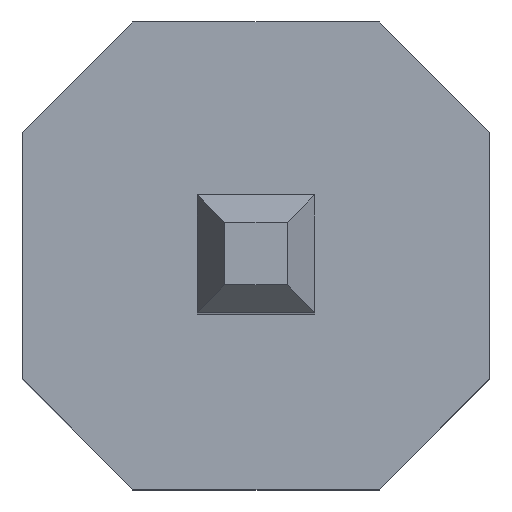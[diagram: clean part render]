
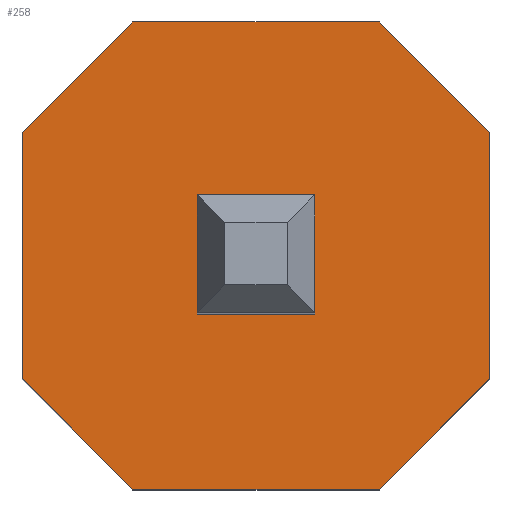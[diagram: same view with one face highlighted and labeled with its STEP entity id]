
A CAD part, top view. The second image highlights one B-rep face of the part: STEP entity #258.
In plain terms, the highlighted planar face has unit normal (0, 0, 1).
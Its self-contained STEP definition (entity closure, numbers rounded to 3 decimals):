
#14 = DIRECTION ( 'NONE',  ( -1., 0., 0. ) ) ;
#27 = DIRECTION ( 'NONE',  ( -1., 0., 0. ) ) ;
#41 = VERTEX_POINT ( 'NONE', #689 ) ;
#44 = ORIENTED_EDGE ( 'NONE', *, *, #233, .T. ) ;
#53 = ORIENTED_EDGE ( 'NONE', *, *, #737, .T. ) ;
#55 = CARTESIAN_POINT ( 'NONE',  ( -1.27, 0.67, 2.5 ) ) ;
#63 = DIRECTION ( 'NONE',  ( -1., 0., 0. ) ) ;
#76 = CARTESIAN_POINT ( 'NONE',  ( 1.27, -0.67, 2.5 ) ) ;
#104 = LINE ( 'NONE', #809, #178 ) ;
#108 = CARTESIAN_POINT ( 'NONE',  ( -0.32, 0., 2.5 ) ) ;
#109 = VECTOR ( 'NONE', #419, 1000. ) ;
#127 = LINE ( 'NONE', #540, #390 ) ;
#128 = EDGE_CURVE ( 'NONE', #41, #224, #572, .T. ) ;
#141 = LINE ( 'NONE', #76, #781 ) ;
#144 = CARTESIAN_POINT ( 'NONE',  ( -1.27, -1.27, 2.5 ) ) ;
#153 = DIRECTION ( 'NONE',  ( 1., 0., 0. ) ) ;
#176 = DIRECTION ( 'NONE',  ( 0., 1., 0. ) ) ;
#178 = VECTOR ( 'NONE', #27, 1000. ) ;
#186 = CARTESIAN_POINT ( 'NONE',  ( -1.27, -0.67, 2.5 ) ) ;
#207 = VERTEX_POINT ( 'NONE', #466 ) ;
#209 = EDGE_CURVE ( 'NONE', #224, #823, #469, .T. ) ;
#218 = VECTOR ( 'NONE', #14, 1000. ) ;
#222 = DIRECTION ( 'NONE',  ( 0.707, -0.707, 0. ) ) ;
#224 = VERTEX_POINT ( 'NONE', #582 ) ;
#231 = ORIENTED_EDGE ( 'NONE', *, *, #691, .T. ) ;
#233 = EDGE_CURVE ( 'NONE', #207, #434, #266, .T. ) ;
#235 = VECTOR ( 'NONE', #786, 1000. ) ;
#241 = EDGE_CURVE ( 'NONE', #458, #427, #127, .T. ) ;
#255 = DIRECTION ( 'NONE',  ( -0.707, -0.707, 0. ) ) ;
#258 = ADVANCED_FACE ( 'NONE', ( #728, #402 ), #657, .F. ) ;
#260 = CARTESIAN_POINT ( 'NONE',  ( 0., 0.32, 2.5 ) ) ;
#262 = EDGE_CURVE ( 'NONE', #823, #439, #331, .T. ) ;
#263 = CARTESIAN_POINT ( 'NONE',  ( 0.32, 0., 2.5 ) ) ;
#266 = LINE ( 'NONE', #55, #752 ) ;
#267 = ORIENTED_EDGE ( 'NONE', *, *, #389, .T. ) ;
#282 = VERTEX_POINT ( 'NONE', #186 ) ;
#295 = EDGE_CURVE ( 'NONE', #537, #458, #324, .T. ) ;
#324 = LINE ( 'NONE', #585, #461 ) ;
#331 = LINE ( 'NONE', #263, #235 ) ;
#341 = DIRECTION ( 'NONE',  ( 0.707, 0.707, 0. ) ) ;
#351 = ORIENTED_EDGE ( 'NONE', *, *, #209, .T. ) ;
#358 = LINE ( 'NONE', #416, #218 ) ;
#383 = EDGE_CURVE ( 'NONE', #282, #396, #615, .T. ) ;
#385 = CARTESIAN_POINT ( 'NONE',  ( 1.27, -0.67, 2.5 ) ) ;
#389 = EDGE_CURVE ( 'NONE', #439, #41, #358, .T. ) ;
#390 = VECTOR ( 'NONE', #530, 1000. ) ;
#396 = VERTEX_POINT ( 'NONE', #429 ) ;
#402 = FACE_OUTER_BOUND ( 'NONE', #471, .T. ) ;
#416 = CARTESIAN_POINT ( 'NONE',  ( 0., -0.32, 2.5 ) ) ;
#419 = DIRECTION ( 'NONE',  ( 0., -1., 0. ) ) ;
#427 = VERTEX_POINT ( 'NONE', #668 ) ;
#429 = CARTESIAN_POINT ( 'NONE',  ( -0.67, -1.27, 2.5 ) ) ;
#434 = VERTEX_POINT ( 'NONE', #542 ) ;
#439 = VERTEX_POINT ( 'NONE', #793 ) ;
#445 = EDGE_CURVE ( 'NONE', #732, #537, #141, .T. ) ;
#448 = VECTOR ( 'NONE', #222, 1000. ) ;
#458 = VERTEX_POINT ( 'NONE', #570 ) ;
#461 = VECTOR ( 'NONE', #838, 1000. ) ;
#466 = CARTESIAN_POINT ( 'NONE',  ( -0.67, 1.27, 2.5 ) ) ;
#469 = LINE ( 'NONE', #260, #828 ) ;
#471 = EDGE_LOOP ( 'NONE', ( #53, #44, #719, #826, #231, #714, #812, #518 ) ) ;
#492 = CARTESIAN_POINT ( 'NONE',  ( -1.27, -1.27, 2.5 ) ) ;
#518 = ORIENTED_EDGE ( 'NONE', *, *, #241, .T. ) ;
#530 = DIRECTION ( 'NONE',  ( -0.707, 0.707, 0. ) ) ;
#537 = VERTEX_POINT ( 'NONE', #385 ) ;
#540 = CARTESIAN_POINT ( 'NONE',  ( 0.67, 1.27, 2.5 ) ) ;
#542 = CARTESIAN_POINT ( 'NONE',  ( -1.27, 0.67, 2.5 ) ) ;
#570 = CARTESIAN_POINT ( 'NONE',  ( 1.27, 0.67, 2.5 ) ) ;
#572 = LINE ( 'NONE', #108, #617 ) ;
#582 = CARTESIAN_POINT ( 'NONE',  ( -0.32, 0.32, 2.5 ) ) ;
#585 = CARTESIAN_POINT ( 'NONE',  ( 1.27, -1.27, 2.5 ) ) ;
#602 = AXIS2_PLACEMENT_3D ( 'NONE', #845, #773, #63 ) ;
#607 = CARTESIAN_POINT ( 'NONE',  ( -0.67, -1.27, 2.5 ) ) ;
#615 = LINE ( 'NONE', #607, #448 ) ;
#617 = VECTOR ( 'NONE', #176, 1000. ) ;
#626 = EDGE_LOOP ( 'NONE', ( #351, #801, #267, #787 ) ) ;
#631 = CARTESIAN_POINT ( 'NONE',  ( 0.67, -1.27, 2.5 ) ) ;
#657 = PLANE ( 'NONE',  #602 ) ;
#663 = LINE ( 'NONE', #492, #754 ) ;
#668 = CARTESIAN_POINT ( 'NONE',  ( 0.67, 1.27, 2.5 ) ) ;
#675 = LINE ( 'NONE', #144, #109 ) ;
#678 = EDGE_CURVE ( 'NONE', #434, #282, #675, .T. ) ;
#689 = CARTESIAN_POINT ( 'NONE',  ( -0.32, -0.32, 2.5 ) ) ;
#691 = EDGE_CURVE ( 'NONE', #396, #732, #663, .T. ) ;
#714 = ORIENTED_EDGE ( 'NONE', *, *, #445, .T. ) ;
#719 = ORIENTED_EDGE ( 'NONE', *, *, #678, .T. ) ;
#728 = FACE_BOUND ( 'NONE', #626, .T. ) ;
#732 = VERTEX_POINT ( 'NONE', #631 ) ;
#737 = EDGE_CURVE ( 'NONE', #427, #207, #104, .T. ) ;
#750 = CARTESIAN_POINT ( 'NONE',  ( 0.32, 0.32, 2.5 ) ) ;
#752 = VECTOR ( 'NONE', #255, 1000. ) ;
#754 = VECTOR ( 'NONE', #153, 1000. ) ;
#773 = DIRECTION ( 'NONE',  ( 0., 0., -1. ) ) ;
#781 = VECTOR ( 'NONE', #341, 1000. ) ;
#782 = DIRECTION ( 'NONE',  ( 1., 0., 0. ) ) ;
#786 = DIRECTION ( 'NONE',  ( 0., -1., 0. ) ) ;
#787 = ORIENTED_EDGE ( 'NONE', *, *, #128, .T. ) ;
#793 = CARTESIAN_POINT ( 'NONE',  ( 0.32, -0.32, 2.5 ) ) ;
#801 = ORIENTED_EDGE ( 'NONE', *, *, #262, .T. ) ;
#809 = CARTESIAN_POINT ( 'NONE',  ( -1.27, 1.27, 2.5 ) ) ;
#812 = ORIENTED_EDGE ( 'NONE', *, *, #295, .T. ) ;
#823 = VERTEX_POINT ( 'NONE', #750 ) ;
#826 = ORIENTED_EDGE ( 'NONE', *, *, #383, .T. ) ;
#828 = VECTOR ( 'NONE', #782, 1000. ) ;
#838 = DIRECTION ( 'NONE',  ( 0., 1., 0. ) ) ;
#845 = CARTESIAN_POINT ( 'NONE',  ( 0., 0., 2.5 ) ) ;
